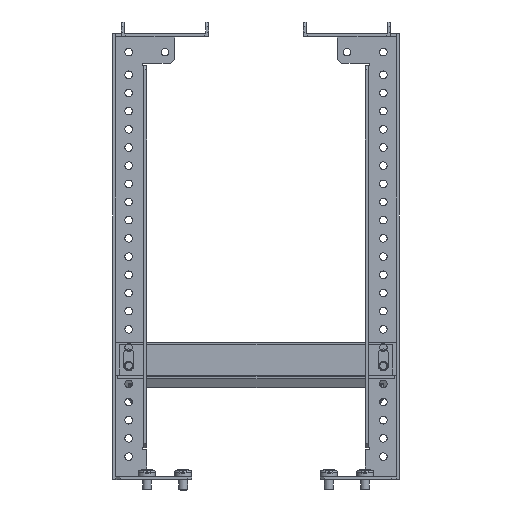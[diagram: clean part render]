
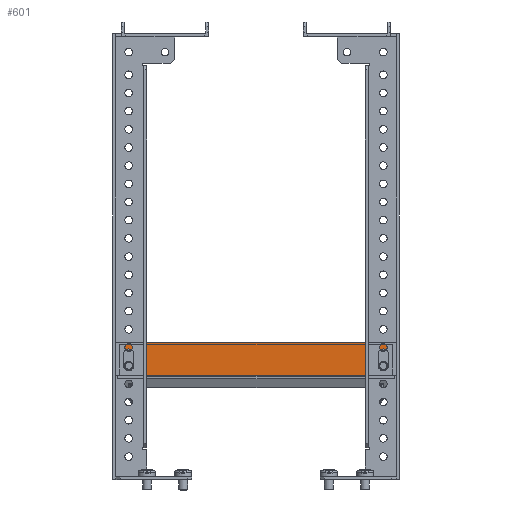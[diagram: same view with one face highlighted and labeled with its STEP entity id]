
A CAD part, left-side view. The second image highlights one B-rep face of the part: STEP entity #601.
In plain terms, the highlighted face is planar.
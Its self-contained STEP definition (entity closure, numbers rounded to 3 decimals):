
#13 = EDGE_LOOP ( 'NONE', ( #10052, #10791, #243, #7435, #14683 ) ) ;
#243 = ORIENTED_EDGE ( 'NONE', *, *, #11545, .F. ) ;
#541 = ORIENTED_EDGE ( 'NONE', *, *, #17481, .F. ) ;
#556 = VERTEX_POINT ( 'NONE', #25066 ) ;
#601 = ADVANCED_FACE ( 'NONE', ( #3988, #22537, #11157 ), #20276, .F. ) ;
#642 = CARTESIAN_POINT ( 'NONE',  ( -220.25, 0., -185.5 ) ) ;
#859 = LINE ( 'NONE', #5790, #7359 ) ;
#900 = AXIS2_PLACEMENT_3D ( 'NONE', #26877, #13539, #1895 ) ;
#1016 = CARTESIAN_POINT ( 'NONE',  ( -220.25, 0., -7. ) ) ;
#1025 = VERTEX_POINT ( 'NONE', #17862 ) ;
#1546 = DIRECTION ( 'NONE',  ( 0., 0., -1. ) ) ;
#1640 = CARTESIAN_POINT ( 'NONE',  ( -228.25, 0., -189. ) ) ;
#1735 = DIRECTION ( 'NONE',  ( 0., -1., 0. ) ) ;
#1895 = DIRECTION ( 'NONE',  ( -1., 0., 0. ) ) ;
#2085 = ORIENTED_EDGE ( 'NONE', *, *, #24091, .F. ) ;
#2826 = VECTOR ( 'NONE', #15768, 1000. ) ;
#3079 = DIRECTION ( 'NONE',  ( -1., 0., 0. ) ) ;
#3261 = CARTESIAN_POINT ( 'NONE',  ( -212.248, 0., -0.5 ) ) ;
#3564 = VECTOR ( 'NONE', #10503, 1000. ) ;
#3988 = FACE_OUTER_BOUND ( 'NONE', #13748, .T. ) ;
#4137 = DIRECTION ( 'NONE',  ( 0., -1., 0. ) ) ;
#4559 = CARTESIAN_POINT ( 'NONE',  ( -228.25, 0., -185.5 ) ) ;
#4595 = EDGE_CURVE ( 'NONE', #19457, #14324, #5405, .T. ) ;
#4957 = DIRECTION ( 'NONE',  ( -1., 0., 0. ) ) ;
#5149 = CARTESIAN_POINT ( 'NONE',  ( -231.75, 0., -10.5 ) ) ;
#5325 = CARTESIAN_POINT ( 'NONE',  ( -228.25, 0., -10.5 ) ) ;
#5405 = LINE ( 'NONE', #5562, #3564 ) ;
#5411 = VERTEX_POINT ( 'NONE', #10091 ) ;
#5562 = CARTESIAN_POINT ( 'NONE',  ( -228.25, 0., -189. ) ) ;
#5790 = CARTESIAN_POINT ( 'NONE',  ( -234.75, 0., -195.5 ) ) ;
#6751 = DIRECTION ( 'NONE',  ( 0., 1., 0. ) ) ;
#7194 = EDGE_CURVE ( 'NONE', #23164, #5411, #15587, .T. ) ;
#7196 = EDGE_CURVE ( 'NONE', #18815, #14004, #22309, .T. ) ;
#7359 = VECTOR ( 'NONE', #21946, 1000. ) ;
#7435 = ORIENTED_EDGE ( 'NONE', *, *, #7196, .F. ) ;
#7548 = AXIS2_PLACEMENT_3D ( 'NONE', #28664, #6751, #27388 ) ;
#7913 = VERTEX_POINT ( 'NONE', #1016 ) ;
#8274 = CARTESIAN_POINT ( 'NONE',  ( -220.25, 0., -189. ) ) ;
#8438 = VERTEX_POINT ( 'NONE', #12021 ) ;
#8896 = CIRCLE ( 'NONE', #25603, 3.5 ) ;
#9041 = LINE ( 'NONE', #17721, #2826 ) ;
#9473 = CARTESIAN_POINT ( 'NONE',  ( -220.25, 0., -14. ) ) ;
#9588 = VECTOR ( 'NONE', #1546, 1000. ) ;
#9632 = ORIENTED_EDGE ( 'NONE', *, *, #21402, .T. ) ;
#9670 = DIRECTION ( 'NONE',  ( 0., 1., 0. ) ) ;
#9714 = LINE ( 'NONE', #16756, #24293 ) ;
#9868 = AXIS2_PLACEMENT_3D ( 'NONE', #16334, #18863, #4957 ) ;
#10052 = ORIENTED_EDGE ( 'NONE', *, *, #15566, .F. ) ;
#10091 = CARTESIAN_POINT ( 'NONE',  ( -228.25, 0., -182. ) ) ;
#10216 = DIRECTION ( 'NONE',  ( -1., 0., 0. ) ) ;
#10252 = VECTOR ( 'NONE', #13334, 1000. ) ;
#10503 = DIRECTION ( 'NONE',  ( 1., 0., 0. ) ) ;
#10661 = LINE ( 'NONE', #27122, #16060 ) ;
#10791 = ORIENTED_EDGE ( 'NONE', *, *, #21059, .F. ) ;
#11007 = ORIENTED_EDGE ( 'NONE', *, *, #28484, .F. ) ;
#11157 = FACE_BOUND ( 'NONE', #20325, .T. ) ;
#11386 = DIRECTION ( 'NONE',  ( -1., 0., 0. ) ) ;
#11441 = ORIENTED_EDGE ( 'NONE', *, *, #16854, .T. ) ;
#11545 = EDGE_CURVE ( 'NONE', #14004, #25206, #13678, .T. ) ;
#11721 = AXIS2_PLACEMENT_3D ( 'NONE', #5325, #9670, #3079 ) ;
#11860 = CARTESIAN_POINT ( 'NONE',  ( -228.25, 0., -14. ) ) ;
#12021 = CARTESIAN_POINT ( 'NONE',  ( -231.75, 0., -185.5 ) ) ;
#12778 = CARTESIAN_POINT ( 'NONE',  ( -234.75, 0., -195.5 ) ) ;
#12906 = DIRECTION ( 'NONE',  ( 1., 0., 0. ) ) ;
#13040 = CARTESIAN_POINT ( 'NONE',  ( -228.25, 0., -182. ) ) ;
#13334 = DIRECTION ( 'NONE',  ( -1., 0., 0. ) ) ;
#13539 = DIRECTION ( 'NONE',  ( 0., -1., 0. ) ) ;
#13678 = CIRCLE ( 'NONE', #7548, 3.5 ) ;
#13748 = EDGE_LOOP ( 'NONE', ( #11007, #2085, #541, #11441 ) ) ;
#14004 = VERTEX_POINT ( 'NONE', #11860 ) ;
#14324 = VERTEX_POINT ( 'NONE', #8274 ) ;
#14683 = ORIENTED_EDGE ( 'NONE', *, *, #21786, .F. ) ;
#15057 = DIRECTION ( 'NONE',  ( 0., 0., -1. ) ) ;
#15503 = CARTESIAN_POINT ( 'NONE',  ( -189.783, 0., -98. ) ) ;
#15566 = EDGE_CURVE ( 'NONE', #556, #7913, #10661, .T. ) ;
#15587 = LINE ( 'NONE', #13040, #18382 ) ;
#15768 = DIRECTION ( 'NONE',  ( -1., 0., 0. ) ) ;
#16060 = VECTOR ( 'NONE', #12906, 1000. ) ;
#16334 = CARTESIAN_POINT ( 'NONE',  ( -220.25, 0., -10.5 ) ) ;
#16756 = CARTESIAN_POINT ( 'NONE',  ( -212.248, 0., 2.859 ) ) ;
#16854 = EDGE_CURVE ( 'NONE', #19685, #18322, #9714, .T. ) ;
#17071 = EDGE_CURVE ( 'NONE', #5411, #8438, #24318, .T. ) ;
#17308 = ORIENTED_EDGE ( 'NONE', *, *, #17071, .T. ) ;
#17310 = ORIENTED_EDGE ( 'NONE', *, *, #7194, .T. ) ;
#17481 = EDGE_CURVE ( 'NONE', #19685, #1025, #9041, .T. ) ;
#17721 = CARTESIAN_POINT ( 'NONE',  ( -190.407, 0., -0.5 ) ) ;
#17862 = CARTESIAN_POINT ( 'NONE',  ( -234.75, 0., -0.5 ) ) ;
#18322 = VERTEX_POINT ( 'NONE', #22859 ) ;
#18382 = VECTOR ( 'NONE', #11386, 1000. ) ;
#18815 = VERTEX_POINT ( 'NONE', #9473 ) ;
#18863 = DIRECTION ( 'NONE',  ( 0., 1., 0. ) ) ;
#19457 = VERTEX_POINT ( 'NONE', #1640 ) ;
#19486 = AXIS2_PLACEMENT_3D ( 'NONE', #15503, #4137, #27192 ) ;
#19685 = VERTEX_POINT ( 'NONE', #3261 ) ;
#20207 = CARTESIAN_POINT ( 'NONE',  ( -228.25, 0., -14. ) ) ;
#20260 = DIRECTION ( 'NONE',  ( -1., 0., 0. ) ) ;
#20276 = PLANE ( 'NONE',  #19486 ) ;
#20325 = EDGE_LOOP ( 'NONE', ( #17308, #9632, #24437, #25973, #17310 ) ) ;
#21059 = EDGE_CURVE ( 'NONE', #25206, #556, #27515, .T. ) ;
#21402 = EDGE_CURVE ( 'NONE', #8438, #19457, #8896, .T. ) ;
#21786 = EDGE_CURVE ( 'NONE', #7913, #18815, #22764, .T. ) ;
#21946 = DIRECTION ( 'NONE',  ( 1., 0., 0. ) ) ;
#22174 = LINE ( 'NONE', #26683, #9588 ) ;
#22309 = LINE ( 'NONE', #20207, #10252 ) ;
#22537 = FACE_BOUND ( 'NONE', #13, .T. ) ;
#22764 = CIRCLE ( 'NONE', #9868, 3.5 ) ;
#22859 = CARTESIAN_POINT ( 'NONE',  ( -212.248, 0., -195.5 ) ) ;
#23164 = VERTEX_POINT ( 'NONE', #25610 ) ;
#23989 = EDGE_CURVE ( 'NONE', #14324, #23164, #25676, .T. ) ;
#24091 = EDGE_CURVE ( 'NONE', #1025, #27676, #22174, .T. ) ;
#24293 = VECTOR ( 'NONE', #15057, 1000. ) ;
#24318 = CIRCLE ( 'NONE', #900, 3.5 ) ;
#24437 = ORIENTED_EDGE ( 'NONE', *, *, #4595, .T. ) ;
#25066 = CARTESIAN_POINT ( 'NONE',  ( -228.25, 0., -7. ) ) ;
#25206 = VERTEX_POINT ( 'NONE', #5149 ) ;
#25603 = AXIS2_PLACEMENT_3D ( 'NONE', #4559, #1735, #20260 ) ;
#25610 = CARTESIAN_POINT ( 'NONE',  ( -220.25, 0., -182. ) ) ;
#25676 = CIRCLE ( 'NONE', #29034, 3.5 ) ;
#25931 = DIRECTION ( 'NONE',  ( 0., -1., 0. ) ) ;
#25973 = ORIENTED_EDGE ( 'NONE', *, *, #23989, .T. ) ;
#26683 = CARTESIAN_POINT ( 'NONE',  ( -234.75, 0., -0.5 ) ) ;
#26877 = CARTESIAN_POINT ( 'NONE',  ( -228.25, 0., -185.5 ) ) ;
#27122 = CARTESIAN_POINT ( 'NONE',  ( -228.25, 0., -7. ) ) ;
#27192 = DIRECTION ( 'NONE',  ( 1., 0., 0. ) ) ;
#27388 = DIRECTION ( 'NONE',  ( -1., 0., 0. ) ) ;
#27515 = CIRCLE ( 'NONE', #11721, 3.5 ) ;
#27676 = VERTEX_POINT ( 'NONE', #12778 ) ;
#28484 = EDGE_CURVE ( 'NONE', #27676, #18322, #859, .T. ) ;
#28664 = CARTESIAN_POINT ( 'NONE',  ( -228.25, 0., -10.5 ) ) ;
#29034 = AXIS2_PLACEMENT_3D ( 'NONE', #642, #25931, #10216 ) ;
